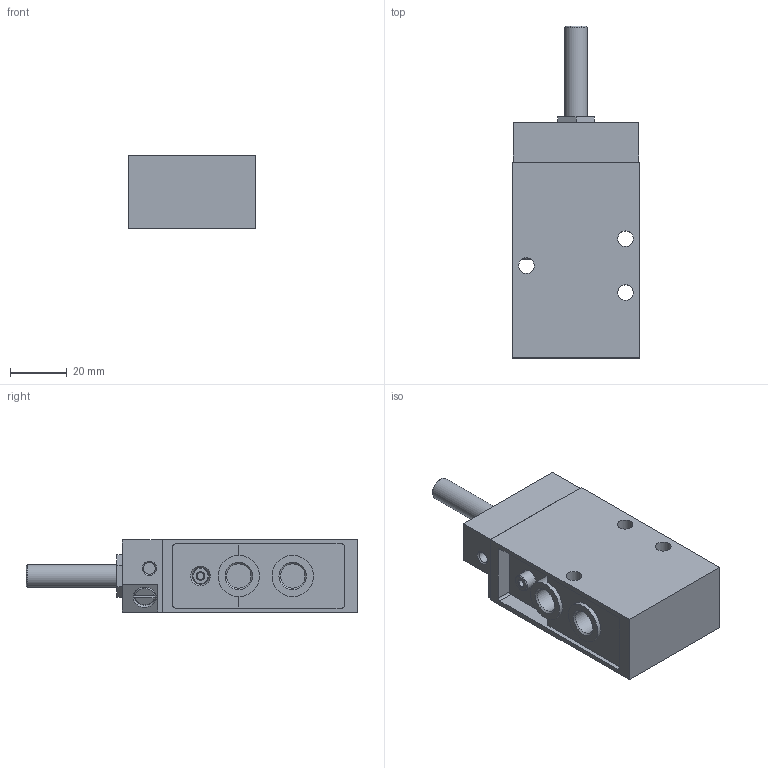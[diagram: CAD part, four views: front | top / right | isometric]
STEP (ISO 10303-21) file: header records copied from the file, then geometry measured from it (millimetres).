
FILE_DESCRIPTION(/* description */ ('STEP AP214'),/* implementation_level */ '2;1');
FILE_NAME(/* name */ '535909_MFH-5-1_8-S-EX',/* time_stamp */ '2024-09-05T09:52:33+02:00',/* author */ ('License CC BY-ND 4.0'),/* organization */ ('CADENAS'),/* preprocessor_version */ 'ST-DEVELOPER v19.3',/* originating_system */ 'PARTsolutions',/* authorisation */ ' ');
FILE_SCHEMA (('AUTOMOTIVE_DESIGN {1 0 10303 214 3 1 1}'));
Length unit declared in the file: millimetre
Products named in the file (2): 535909 MFH-5-1/8-S-EX; 535909 MFH-5-1/8-S-EX-part2
Assembly tree (1 placements, depth 2):
  535909 MFH-5-1/8-S-EX
    535909 MFH-5-1/8-S-EX-part2
Bounding box: 45 x 117 x 26 mm (x, y, z)
Volume: 87289.3 mm3; surface area: 19670.4 mm2
Topology: 1 solids, 1 shells, 172 faces, 410 edges, 266 vertices
Faces by surface type: plane 84, cylinder 57, cone 29, torus 2
Full cylindrical faces by diameter (mm): 2.459 x1, 4.134 x2, 5.5 x3, 5.8 x1, 5.9 x1, 7 x2, 7.4 x2, 7.48 x1, 8 x1, 8.566 x5, 14.592 x5
Entity records: 4831 total; most frequent: CARTESIAN_POINT 1014, DIRECTION 765, ORIENTED_EDGE 720, EDGE_CURVE 360, AXIS2_PLACEMENT_3D 296, VERTEX_POINT 258, FACE_BOUND 246, EDGE_LOOP 245
